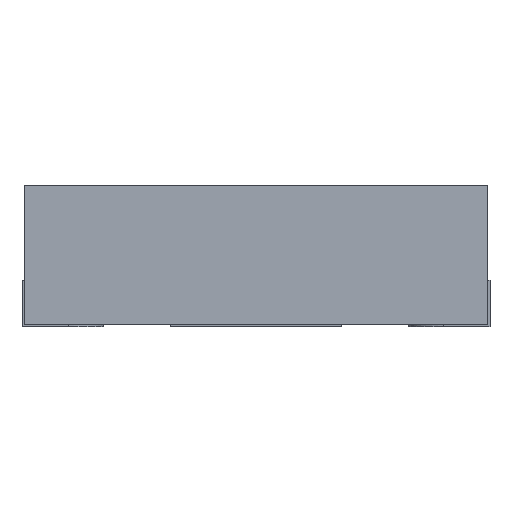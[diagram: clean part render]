
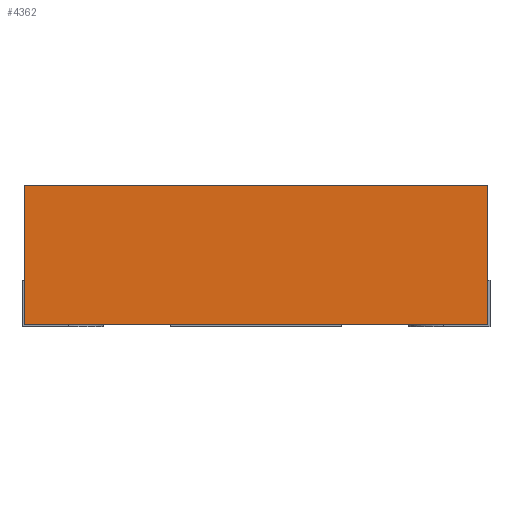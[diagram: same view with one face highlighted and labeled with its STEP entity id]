
A CAD part, front view. The second image highlights one B-rep face of the part: STEP entity #4362.
In plain terms, the highlighted planar face has unit normal (0, -1, 0).
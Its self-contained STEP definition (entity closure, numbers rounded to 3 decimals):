
#158 = ORIENTED_EDGE ( 'NONE', *, *, #14779, .F. ) ;
#471 = AXIS2_PLACEMENT_3D ( 'NONE', #4932, #11676, #16648 ) ;
#948 = CARTESIAN_POINT ( 'NONE',  ( 1., -1., 0.61 ) ) ;
#2165 = CARTESIAN_POINT ( 'NONE',  ( -1., -1., 0.61 ) ) ;
#3233 = LINE ( 'NONE', #3351, #15414 ) ;
#3351 = CARTESIAN_POINT ( 'NONE',  ( -1., -1., 0.01 ) ) ;
#3771 = VERTEX_POINT ( 'NONE', #4207 ) ;
#3899 = CARTESIAN_POINT ( 'NONE',  ( -1., -1., 0.01 ) ) ;
#3944 = FACE_OUTER_BOUND ( 'NONE', #7243, .T. ) ;
#4207 = CARTESIAN_POINT ( 'NONE',  ( 1., -1., 0.01 ) ) ;
#4362 = ADVANCED_FACE ( 'NONE', ( #3944 ), #12570, .F. ) ;
#4932 = CARTESIAN_POINT ( 'NONE',  ( -1., -1., 0.61 ) ) ;
#6198 = ORIENTED_EDGE ( 'NONE', *, *, #15160, .T. ) ;
#6423 = VERTEX_POINT ( 'NONE', #8792 ) ;
#6736 = LINE ( 'NONE', #13364, #12801 ) ;
#6801 = VERTEX_POINT ( 'NONE', #3899 ) ;
#7243 = EDGE_LOOP ( 'NONE', ( #9530, #16594, #158, #6198 ) ) ;
#7854 = EDGE_CURVE ( 'NONE', #6423, #3771, #9663, .T. ) ;
#8573 = EDGE_CURVE ( 'NONE', #6801, #3771, #3233, .T. ) ;
#8650 = VECTOR ( 'NONE', #9227, 1000. ) ;
#8792 = CARTESIAN_POINT ( 'NONE',  ( 1., -1., 0.61 ) ) ;
#9227 = DIRECTION ( 'NONE',  ( 0., 0., -1. ) ) ;
#9530 = ORIENTED_EDGE ( 'NONE', *, *, #8573, .T. ) ;
#9663 = LINE ( 'NONE', #948, #8650 ) ;
#10170 = VECTOR ( 'NONE', #15103, 1000. ) ;
#10794 = VERTEX_POINT ( 'NONE', #2165 ) ;
#11676 = DIRECTION ( 'NONE',  ( 0., 1., 0. ) ) ;
#11936 = DIRECTION ( 'NONE',  ( 1., 0., 0. ) ) ;
#12570 = PLANE ( 'NONE',  #471 ) ;
#12801 = VECTOR ( 'NONE', #11936, 1000. ) ;
#13190 = DIRECTION ( 'NONE',  ( 1., 0., 0. ) ) ;
#13364 = CARTESIAN_POINT ( 'NONE',  ( -1., -1., 0.61 ) ) ;
#14779 = EDGE_CURVE ( 'NONE', #10794, #6423, #6736, .T. ) ;
#15103 = DIRECTION ( 'NONE',  ( 0., 0., -1. ) ) ;
#15160 = EDGE_CURVE ( 'NONE', #10794, #6801, #16565, .T. ) ;
#15414 = VECTOR ( 'NONE', #13190, 1000. ) ;
#16565 = LINE ( 'NONE', #20227, #10170 ) ;
#16594 = ORIENTED_EDGE ( 'NONE', *, *, #7854, .F. ) ;
#16648 = DIRECTION ( 'NONE',  ( 0., 0., 1. ) ) ;
#20227 = CARTESIAN_POINT ( 'NONE',  ( -1., -1., 0.61 ) ) ;
